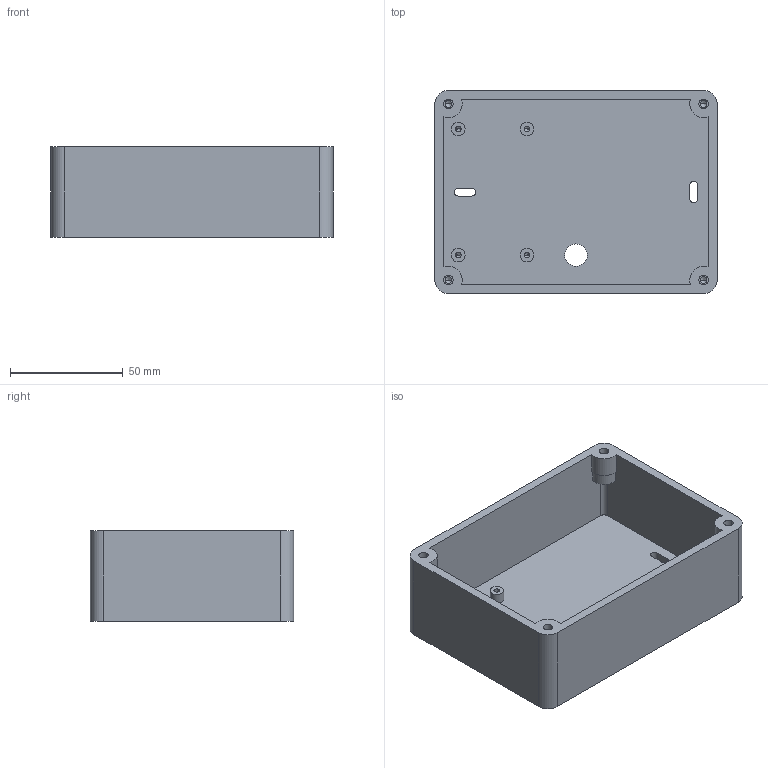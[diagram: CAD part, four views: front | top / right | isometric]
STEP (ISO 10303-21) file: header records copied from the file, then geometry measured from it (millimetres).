
FILE_DESCRIPTION (( 'STEP AP214' ), '1' );
FILE_NAME ('small box.STEP', '2024-02-21T18:57:27', ( '' ), ( '' ), 'SwSTEP 2.0', 'SolidWorks 2017', '' );
FILE_SCHEMA (( 'AUTOMOTIVE_DESIGN' ));
Length unit declared in the file: millimetre
Products named in the file (1): small box
Bounding box: 125 x 90 x 40 mm (x, y, z)
Volume: 106186.2 mm3; surface area: 54963.6 mm2
Topology: 1 solids, 1 shells, 110 faces, 287 edges, 172 vertices
Faces by surface type: cylinder 59, plane 27, cone 24
Entity records: 3345 total; most frequent: CARTESIAN_POINT 634, DIRECTION 597, ORIENTED_EDGE 526, EDGE_CURVE 263, AXIS2_PLACEMENT_3D 231, VERTEX_POINT 172, LINE 135, VECTOR 135
